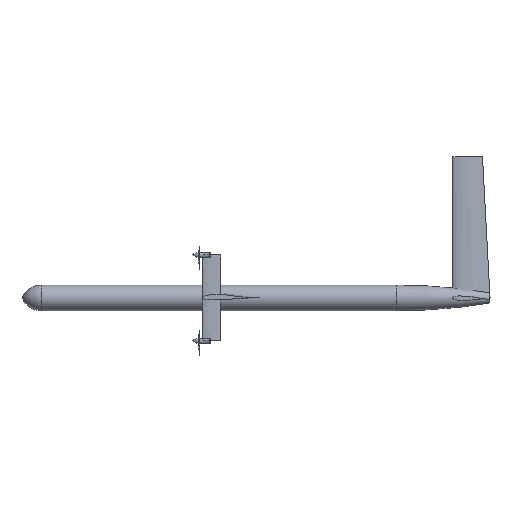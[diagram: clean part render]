
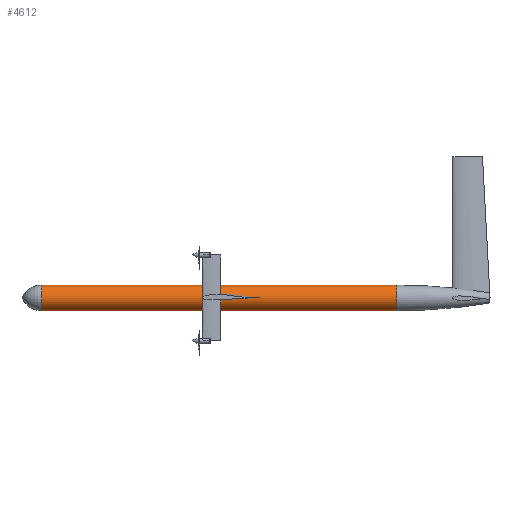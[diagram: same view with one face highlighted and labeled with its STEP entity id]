
A CAD part, front view. The second image highlights one B-rep face of the part: STEP entity #4612.
In plain terms, the highlighted cylindrical face has radius 177.8 mm (diameter 355.6 mm), a partial arc.
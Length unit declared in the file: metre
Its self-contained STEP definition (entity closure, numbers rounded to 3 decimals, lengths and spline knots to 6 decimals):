
#155 = DIRECTION ( 'NONE',  ( -1., 0., 0. ) ) ;
#236 = EDGE_CURVE ( 'NONE', #2700, #2292, #1353, .T. ) ;
#820 = DIRECTION ( 'NONE',  ( -1., 0., 0. ) ) ;
#956 = ORIENTED_EDGE ( 'NONE', *, *, #6542, .F. ) ;
#1339 = AXIS2_PLACEMENT_3D ( 'NONE', #5203, #820, #5771 ) ;
#1353 = CIRCLE ( 'NONE', #5877, 0.1778 ) ;
#1560 = FACE_OUTER_BOUND ( 'NONE', #3308, .T. ) ;
#1654 = ORIENTED_EDGE ( 'NONE', *, *, #3631, .F. ) ;
#2001 = CARTESIAN_POINT ( 'NONE',  ( 0., 0., -0.1778 ) ) ;
#2006 = CARTESIAN_POINT ( 'NONE',  ( 5.18, 0., 0. ) ) ;
#2232 = EDGE_CURVE ( 'NONE', #2292, #3845, #4296, .T. ) ;
#2292 = VERTEX_POINT ( 'NONE', #5026 ) ;
#2438 = CARTESIAN_POINT ( 'NONE',  ( 0., 0., 0.1778 ) ) ;
#2606 = CARTESIAN_POINT ( 'NONE',  ( 0.27, 0., -0.1778 ) ) ;
#2651 = DIRECTION ( 'NONE',  ( 0., 0., 1. ) ) ;
#2700 = VERTEX_POINT ( 'NONE', #6031 ) ;
#3308 = EDGE_LOOP ( 'NONE', ( #956, #6017, #7159, #1654 ) ) ;
#3631 = EDGE_CURVE ( 'NONE', #3723, #3845, #6661, .T. ) ;
#3723 = VERTEX_POINT ( 'NONE', #2606 ) ;
#3753 = DIRECTION ( 'NONE',  ( -1., 0., 0. ) ) ;
#3834 = CARTESIAN_POINT ( 'NONE',  ( 0.27, 0., 0.1778 ) ) ;
#3845 = VERTEX_POINT ( 'NONE', #3834 ) ;
#4108 = CARTESIAN_POINT ( 'NONE',  ( 0.27, 0., 0. ) ) ;
#4296 = LINE ( 'NONE', #2438, #6395 ) ;
#4339 = DIRECTION ( 'NONE',  ( -1., 0., 0. ) ) ;
#4612 = ADVANCED_FACE ( 'NONE', ( #1560 ), #5080, .T. ) ;
#5026 = CARTESIAN_POINT ( 'NONE',  ( 5.18, 0., 0.1778 ) ) ;
#5080 = CYLINDRICAL_SURFACE ( 'NONE', #1339, 0.1778 ) ;
#5203 = CARTESIAN_POINT ( 'NONE',  ( 0., 0., 0. ) ) ;
#5473 = VECTOR ( 'NONE', #3753, 1. ) ;
#5771 = DIRECTION ( 'NONE',  ( 0., 0., 1. ) ) ;
#5869 = AXIS2_PLACEMENT_3D ( 'NONE', #4108, #7080, #7760 ) ;
#5877 = AXIS2_PLACEMENT_3D ( 'NONE', #2006, #155, #2651 ) ;
#6017 = ORIENTED_EDGE ( 'NONE', *, *, #236, .T. ) ;
#6031 = CARTESIAN_POINT ( 'NONE',  ( 5.18, 0., -0.1778 ) ) ;
#6395 = VECTOR ( 'NONE', #4339, 1. ) ;
#6542 = EDGE_CURVE ( 'NONE', #2700, #3723, #6908, .T. ) ;
#6661 = CIRCLE ( 'NONE', #5869, 0.1778 ) ;
#6908 = LINE ( 'NONE', #2001, #5473 ) ;
#7080 = DIRECTION ( 'NONE',  ( -1., 0., 0. ) ) ;
#7159 = ORIENTED_EDGE ( 'NONE', *, *, #2232, .T. ) ;
#7760 = DIRECTION ( 'NONE',  ( 0., 0., 1. ) ) ;
